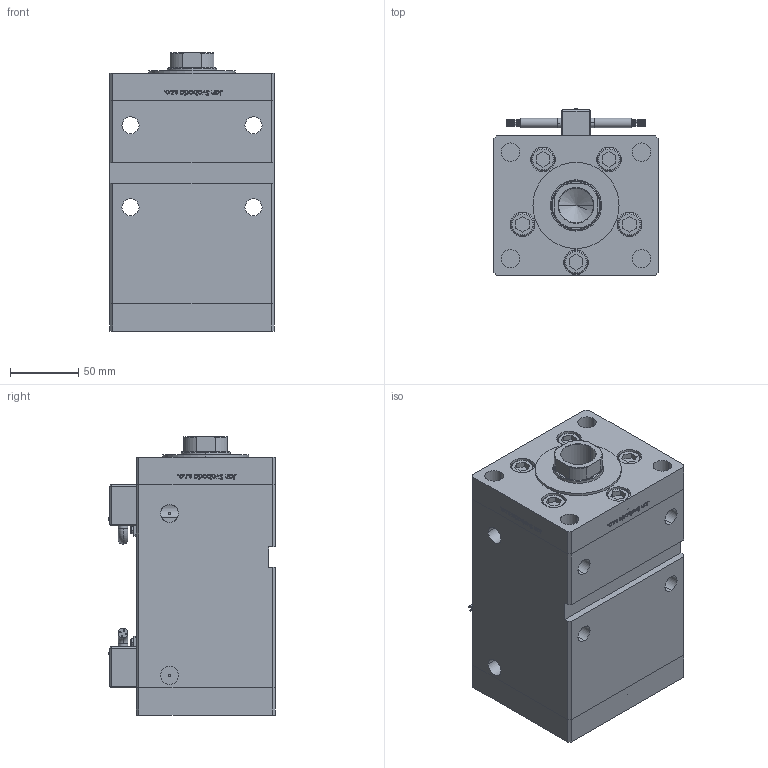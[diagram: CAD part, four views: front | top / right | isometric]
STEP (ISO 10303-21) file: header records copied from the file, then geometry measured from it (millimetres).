
FILE_DESCRIPTION (( 'STEP AP203' ), '1' );
FILE_NAME ('d2d1.STEP', '2024-01-08T21:58:31', ( '' ), ( '' ), 'SwSTEP 2.0', 'SolidWorks 2019', '' );
FILE_SCHEMA (( 'CONFIG_CONTROL_DESIGN' ));
Length unit declared in the file: millimetre
Products named in the file (7): V220C BACK_E 66b2dad6722272c1f46162c80cc55e49; ALLEN BOLT 66b2dad6722272c1f46162c80cc55e49; V220C_VC_E 66b2dad6722272c1f46162c80cc55e49; Magnetic_Switch_MSU4 66b2dad6722272c1f46162c80cc55e49; V220C_E MIDDLE 66b2dad6722272c1f46162c80cc55e49; V220C_FRONT_E 66b2dad6722272c1f46162c80cc55e49; d2d1
Assembly tree (16 placements, depth 2):
  d2d1
    V220C BACK_E 66b2dad6722272c1f46162c80cc55e49
    V220C_E MIDDLE 66b2dad6722272c1f46162c80cc55e49
    V220C_FRONT_E 66b2dad6722272c1f46162c80cc55e49
    ALLEN BOLT 66b2dad6722272c1f46162c80cc55e49  x10
    Magnetic_Switch_MSU4 66b2dad6722272c1f46162c80cc55e49  x2
    V220C_VC_E 66b2dad6722272c1f46162c80cc55e49
Bounding box: 120 x 122.1 x 203.5 mm (x, y, z)
Volume: 2009925.4 mm3; surface area: 285084.7 mm2
Topology: 16 solids, 18 shells, 1418 faces, 3505 edges, 2273 vertices
Faces by surface type: plane 553, bspline 484, cylinder 255, torus 52, cone 50, sphere 24
Entity records: 56407 total; most frequent: CARTESIAN_POINT 31182, ORIENTED_EDGE 5704, DIRECTION 3550, EDGE_CURVE 2852, VERTEX_POINT 1884, LINE 1466, VECTOR 1466, EDGE_LOOP 1312
